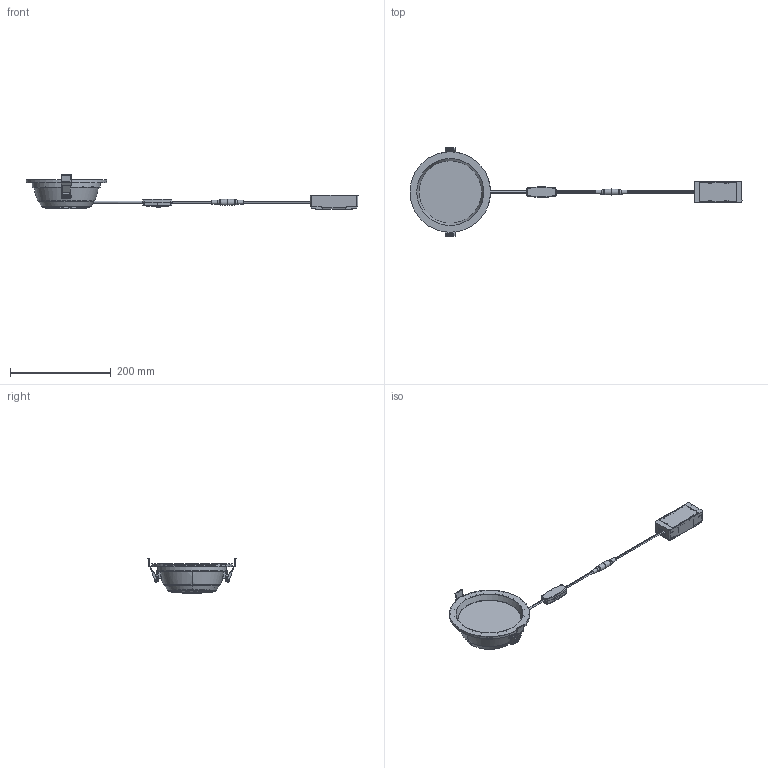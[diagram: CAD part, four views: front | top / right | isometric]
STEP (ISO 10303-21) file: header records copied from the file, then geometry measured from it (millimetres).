
FILE_DESCRIPTION (( 'STEP AP214' ), '1' );
FILE_NAME ('DL CMFT D150 OPAL.STEP', '2024-11-18T12:07:42', ( '' ), ( '' ), 'SwSTEP 2.0', 'SolidWorks 2022', '' );
FILE_SCHEMA (( 'AUTOMOTIVE_DESIGN' ));
Length unit declared in the file: millimetre
Products named in the file (1): DL CMFT D150 OPAL
Bounding box: 659.55 x 175.12 x 69.2 mm (x, y, z)
Volume: 150337.8 mm3; surface area: 209145.6 mm2
Topology: 26 solids, 38 shells, 1026 faces, 2631 edges, 1687 vertices
Faces by surface type: plane 544, cylinder 233, bspline 149, cone 63, torus 25, sphere 12
Full cylindrical faces by diameter (mm): 5.54 x2, 8 x2, 156.1 x1
Entity records: 67464 total; most frequent: CARTESIAN_POINT 32954, ORIENTED_EDGE 5154, DIRECTION 4056, EDGE_CURVE 2577, VERTEX_POINT 1669, VECTOR 1376, LINE 1376, AXIS2_PLACEMENT_3D 1340
